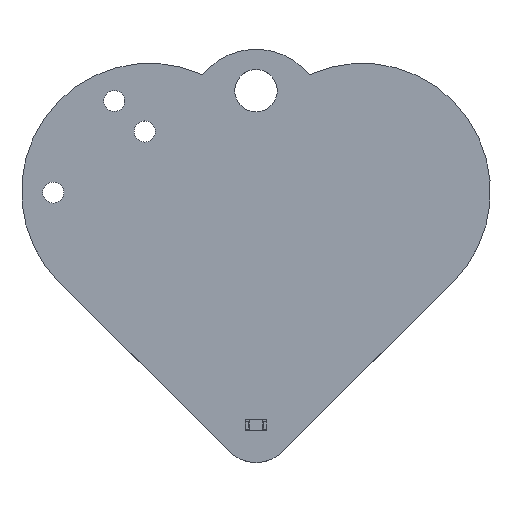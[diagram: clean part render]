
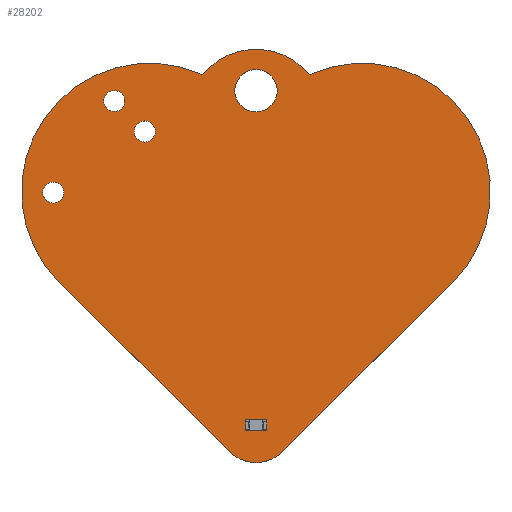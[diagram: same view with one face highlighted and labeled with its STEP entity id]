
A CAD part, top view. The second image highlights one B-rep face of the part: STEP entity #28202.
In plain terms, the highlighted planar face has unit normal (0, 0, 1).
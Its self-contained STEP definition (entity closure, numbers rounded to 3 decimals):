
#28023 = VERTEX_POINT('',#28024);
#28024 = CARTESIAN_POINT('',(70.,-30.5,0.8));
#28030 = EDGE_CURVE('',#28023,#28031,#28033,.T.);
#28031 = VERTEX_POINT('',#28032);
#28032 = CARTESIAN_POINT('',(75.,-30.5,0.8));
#28033 = CIRCLE('',#28034,3.202);
#28034 = AXIS2_PLACEMENT_3D('',#28035,#28036,#28037);
#28035 = CARTESIAN_POINT('',(72.5,-32.5,0.8));
#28036 = DIRECTION('',(0.,0.,-1.));
#28037 = DIRECTION('',(-0.781,0.625,0.));
#28065 = VERTEX_POINT('',#28066);
#28066 = CARTESIAN_POINT('',(63.228,-40.272,0.8));
#28072 = EDGE_CURVE('',#28065,#28023,#28073,.T.);
#28073 = CIRCLE('',#28074,6.042);
#28074 = AXIS2_PLACEMENT_3D('',#28075,#28076,#28077);
#28075 = CARTESIAN_POINT('',(67.5,-36.,0.8));
#28076 = DIRECTION('',(0.,0.,-1.));
#28077 = DIRECTION('',(-0.707,-0.707,-0.));
#28096 = EDGE_CURVE('',#28031,#28097,#28099,.T.);
#28097 = VERTEX_POINT('',#28098);
#28098 = CARTESIAN_POINT('',(81.772,-40.272,0.8));
#28099 = CIRCLE('',#28100,6.042);
#28100 = AXIS2_PLACEMENT_3D('',#28101,#28102,#28103);
#28101 = CARTESIAN_POINT('',(77.5,-36.,0.8));
#28102 = DIRECTION('',(0.,0.,-1.));
#28103 = DIRECTION('',(-0.414,0.91,-0.));
#28202 = ADVANCED_FACE('',(#28203,#28231,#28242,#28253,#28264),#28275,
  .T.);
#28203 = FACE_BOUND('',#28204,.T.);
#28204 = EDGE_LOOP('',(#28205,#28206,#28207,#28215,#28224,#28230));
#28205 = ORIENTED_EDGE('',*,*,#28030,.F.);
#28206 = ORIENTED_EDGE('',*,*,#28072,.F.);
#28207 = ORIENTED_EDGE('',*,*,#28208,.F.);
#28208 = EDGE_CURVE('',#28209,#28065,#28211,.T.);
#28209 = VERTEX_POINT('',#28210);
#28210 = CARTESIAN_POINT('',(71.25,-48.25,0.8));
#28211 = LINE('',#28212,#28213);
#28212 = CARTESIAN_POINT('',(71.25,-48.25,0.8));
#28213 = VECTOR('',#28214,1.);
#28214 = DIRECTION('',(-0.709,0.705,0.));
#28215 = ORIENTED_EDGE('',*,*,#28216,.F.);
#28216 = EDGE_CURVE('',#28217,#28209,#28219,.T.);
#28217 = VERTEX_POINT('',#28218);
#28218 = CARTESIAN_POINT('',(73.75,-48.25,0.8));
#28219 = CIRCLE('',#28220,1.768);
#28220 = AXIS2_PLACEMENT_3D('',#28221,#28222,#28223);
#28221 = CARTESIAN_POINT('',(72.5,-47.,0.8));
#28222 = DIRECTION('',(-0.,0.,-1.));
#28223 = DIRECTION('',(0.707,-0.707,-0.));
#28224 = ORIENTED_EDGE('',*,*,#28225,.F.);
#28225 = EDGE_CURVE('',#28097,#28217,#28226,.T.);
#28226 = LINE('',#28227,#28228);
#28227 = CARTESIAN_POINT('',(81.772,-40.272,0.8));
#28228 = VECTOR('',#28229,1.);
#28229 = DIRECTION('',(-0.709,-0.705,0.));
#28230 = ORIENTED_EDGE('',*,*,#28096,.F.);
#28231 = FACE_BOUND('',#28232,.T.);
#28232 = EDGE_LOOP('',(#28233));
#28233 = ORIENTED_EDGE('',*,*,#28234,.T.);
#28234 = EDGE_CURVE('',#28235,#28235,#28237,.T.);
#28235 = VERTEX_POINT('',#28236);
#28236 = CARTESIAN_POINT('',(62.954,-36.541,0.8));
#28237 = CIRCLE('',#28238,0.495);
#28238 = AXIS2_PLACEMENT_3D('',#28239,#28240,#28241);
#28239 = CARTESIAN_POINT('',(62.954,-36.046,0.8));
#28240 = DIRECTION('',(-0.,0.,-1.));
#28241 = DIRECTION('',(-0.,-1.,0.));
#28242 = FACE_BOUND('',#28243,.T.);
#28243 = EDGE_LOOP('',(#28244));
#28244 = ORIENTED_EDGE('',*,*,#28245,.T.);
#28245 = EDGE_CURVE('',#28246,#28246,#28248,.T.);
#28246 = VERTEX_POINT('',#28247);
#28247 = CARTESIAN_POINT('',(67.264,-33.668,0.8));
#28248 = CIRCLE('',#28249,0.495);
#28249 = AXIS2_PLACEMENT_3D('',#28250,#28251,#28252);
#28250 = CARTESIAN_POINT('',(67.264,-33.172,0.8));
#28251 = DIRECTION('',(-0.,0.,-1.));
#28252 = DIRECTION('',(-0.,-1.,0.));
#28253 = FACE_BOUND('',#28254,.T.);
#28254 = EDGE_LOOP('',(#28255));
#28255 = ORIENTED_EDGE('',*,*,#28256,.T.);
#28256 = EDGE_CURVE('',#28257,#28257,#28259,.T.);
#28257 = VERTEX_POINT('',#28258);
#28258 = CARTESIAN_POINT('',(65.828,-32.231,0.8));
#28259 = CIRCLE('',#28260,0.495);
#28260 = AXIS2_PLACEMENT_3D('',#28261,#28262,#28263);
#28261 = CARTESIAN_POINT('',(65.828,-31.736,0.8));
#28262 = DIRECTION('',(-0.,0.,-1.));
#28263 = DIRECTION('',(-0.,-1.,0.));
#28264 = FACE_BOUND('',#28265,.T.);
#28265 = EDGE_LOOP('',(#28266));
#28266 = ORIENTED_EDGE('',*,*,#28267,.F.);
#28267 = EDGE_CURVE('',#28268,#28268,#28270,.T.);
#28268 = VERTEX_POINT('',#28269);
#28269 = CARTESIAN_POINT('',(73.5,-31.25,0.8));
#28270 = CIRCLE('',#28271,1.);
#28271 = AXIS2_PLACEMENT_3D('',#28272,#28273,#28274);
#28272 = CARTESIAN_POINT('',(72.5,-31.25,0.8));
#28273 = DIRECTION('',(0.,0.,1.));
#28274 = DIRECTION('',(1.,0.,-0.));
#28275 = PLANE('',#28276);
#28276 = AXIS2_PLACEMENT_3D('',#28277,#28278,#28279);
#28277 = CARTESIAN_POINT('',(0.,0.,0.8));
#28278 = DIRECTION('',(0.,0.,1.));
#28279 = DIRECTION('',(1.,0.,-0.));
